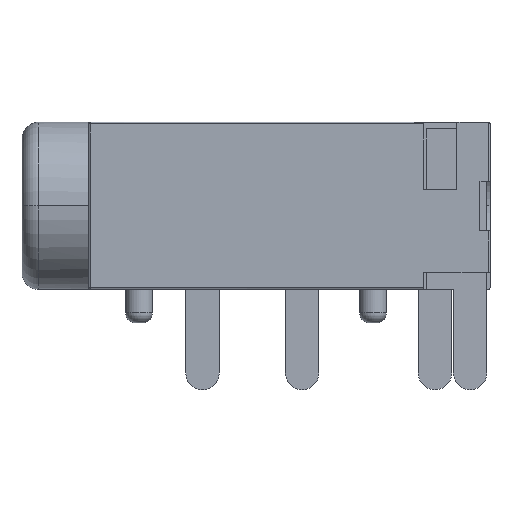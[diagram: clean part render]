
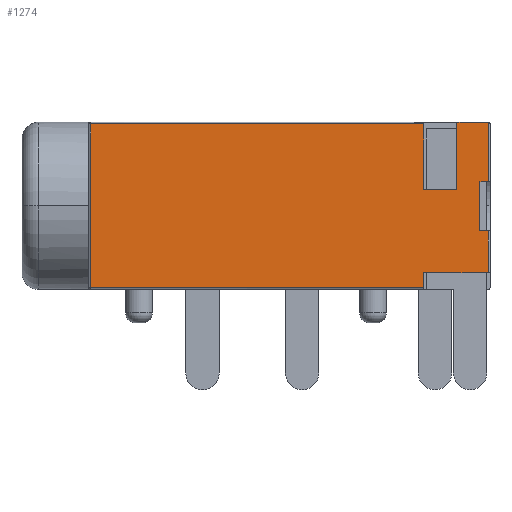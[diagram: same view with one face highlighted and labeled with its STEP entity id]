
A CAD part, front view. The second image highlights one B-rep face of the part: STEP entity #1274.
In plain terms, the highlighted planar face has unit normal (0, -1, 0).
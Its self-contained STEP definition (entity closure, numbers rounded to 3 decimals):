
#89 = ORIENTED_EDGE ( 'NONE', *, *, #5281, .T. ) ;
#192 = DIRECTION ( 'NONE',  ( 1., 0., 0. ) ) ;
#214 = CARTESIAN_POINT ( 'NONE',  ( 5.95, -3., 3.228 ) ) ;
#281 = EDGE_CURVE ( 'NONE', #5232, #1457, #4815, .T. ) ;
#319 = LINE ( 'NONE', #1719, #4609 ) ;
#439 = CARTESIAN_POINT ( 'NONE',  ( 4.012, -3., 5. ) ) ;
#459 = ORIENTED_EDGE ( 'NONE', *, *, #3871, .T. ) ;
#476 = LINE ( 'NONE', #749, #4470 ) ;
#496 = CARTESIAN_POINT ( 'NONE',  ( -6., -3., 1.754 ) ) ;
#609 = CARTESIAN_POINT ( 'NONE',  ( 5.95, -3., 0.5 ) ) ;
#637 = LINE ( 'NONE', #1396, #3826 ) ;
#677 = LINE ( 'NONE', #4281, #3213 ) ;
#697 = CARTESIAN_POINT ( 'NONE',  ( 5.012, -3., 5. ) ) ;
#742 = VERTEX_POINT ( 'NONE', #1431 ) ;
#749 = CARTESIAN_POINT ( 'NONE',  ( -6., -3., 0.05 ) ) ;
#774 = DIRECTION ( 'NONE',  ( 0., 0., 1. ) ) ;
#887 = LINE ( 'NONE', #2293, #5002 ) ;
#910 = CARTESIAN_POINT ( 'NONE',  ( -6., -3., 5. ) ) ;
#1162 = CARTESIAN_POINT ( 'NONE',  ( -5.95, -3., 0.05 ) ) ;
#1199 = LINE ( 'NONE', #1469, #3271 ) ;
#1213 = VECTOR ( 'NONE', #4301, 1000. ) ;
#1274 = ADVANCED_FACE ( 'NONE', ( #1465 ), #2574, .F. ) ;
#1290 = EDGE_CURVE ( 'NONE', #2112, #5301, #3088, .T. ) ;
#1368 = CARTESIAN_POINT ( 'NONE',  ( 4.012, -3., 5. ) ) ;
#1380 = VERTEX_POINT ( 'NONE', #4357 ) ;
#1396 = CARTESIAN_POINT ( 'NONE',  ( 5.95, -3., 5. ) ) ;
#1399 = VECTOR ( 'NONE', #3673, 1000. ) ;
#1431 = CARTESIAN_POINT ( 'NONE',  ( 5.95, -3., 5. ) ) ;
#1457 = VERTEX_POINT ( 'NONE', #214 ) ;
#1465 = FACE_OUTER_BOUND ( 'NONE', #3822, .T. ) ;
#1469 = CARTESIAN_POINT ( 'NONE',  ( -6., -3., 3. ) ) ;
#1538 = EDGE_CURVE ( 'NONE', #3343, #2419, #4734, .T. ) ;
#1719 = CARTESIAN_POINT ( 'NONE',  ( -6., -3., 4.95 ) ) ;
#1746 = VECTOR ( 'NONE', #774, 1000. ) ;
#1768 = EDGE_CURVE ( 'NONE', #3878, #2093, #677, .T. ) ;
#1883 = EDGE_CURVE ( 'NONE', #3389, #2419, #1199, .T. ) ;
#1923 = VECTOR ( 'NONE', #4295, 1000. ) ;
#1937 = VERTEX_POINT ( 'NONE', #3983 ) ;
#1964 = ORIENTED_EDGE ( 'NONE', *, *, #281, .T. ) ;
#2093 = VERTEX_POINT ( 'NONE', #3187 ) ;
#2112 = VERTEX_POINT ( 'NONE', #4848 ) ;
#2176 = ORIENTED_EDGE ( 'NONE', *, *, #1290, .T. ) ;
#2234 = EDGE_CURVE ( 'NONE', #1380, #5232, #2468, .T. ) ;
#2293 = CARTESIAN_POINT ( 'NONE',  ( -6., -3., 5. ) ) ;
#2318 = ORIENTED_EDGE ( 'NONE', *, *, #3649, .T. ) ;
#2336 = VECTOR ( 'NONE', #2698, 1000. ) ;
#2393 = LINE ( 'NONE', #439, #5365 ) ;
#2419 = VERTEX_POINT ( 'NONE', #4273 ) ;
#2456 = AXIS2_PLACEMENT_3D ( 'NONE', #910, #4254, #2521 ) ;
#2468 = LINE ( 'NONE', #3682, #1746 ) ;
#2521 = DIRECTION ( 'NONE',  ( 0., 0., 1. ) ) ;
#2574 = PLANE ( 'NONE',  #2456 ) ;
#2635 = CARTESIAN_POINT ( 'NONE',  ( 4.012, -3., 0.5 ) ) ;
#2649 = LINE ( 'NONE', #496, #1213 ) ;
#2698 = DIRECTION ( 'NONE',  ( 1., 0., 0. ) ) ;
#2753 = ORIENTED_EDGE ( 'NONE', *, *, #3098, .F. ) ;
#2787 = LINE ( 'NONE', #1368, #3397 ) ;
#2985 = VECTOR ( 'NONE', #3359, 1000. ) ;
#3020 = ORIENTED_EDGE ( 'NONE', *, *, #1768, .T. ) ;
#3088 = LINE ( 'NONE', #4652, #1923 ) ;
#3098 = EDGE_CURVE ( 'NONE', #3878, #5091, #3120, .T. ) ;
#3120 = LINE ( 'NONE', #5042, #2985 ) ;
#3121 = DIRECTION ( 'NONE',  ( 1., 0., 0. ) ) ;
#3187 = CARTESIAN_POINT ( 'NONE',  ( 5.95, -3., 1.754 ) ) ;
#3213 = VECTOR ( 'NONE', #3897, 1000. ) ;
#3271 = VECTOR ( 'NONE', #192, 1000. ) ;
#3343 = VERTEX_POINT ( 'NONE', #5194 ) ;
#3359 = DIRECTION ( 'NONE',  ( -1., 0., 0. ) ) ;
#3384 = DIRECTION ( 'NONE',  ( -1., 0., 0. ) ) ;
#3389 = VERTEX_POINT ( 'NONE', #4099 ) ;
#3397 = VECTOR ( 'NONE', #4308, 1000. ) ;
#3549 = ORIENTED_EDGE ( 'NONE', *, *, #1883, .F. ) ;
#3590 = CARTESIAN_POINT ( 'NONE',  ( 5.7, -3., 3.228 ) ) ;
#3593 = ORIENTED_EDGE ( 'NONE', *, *, #4154, .T. ) ;
#3605 = ORIENTED_EDGE ( 'NONE', *, *, #1538, .T. ) ;
#3649 = EDGE_CURVE ( 'NONE', #4296, #2112, #319, .T. ) ;
#3673 = DIRECTION ( 'NONE',  ( 0., 0., -1. ) ) ;
#3682 = CARTESIAN_POINT ( 'NONE',  ( 5.7, -3., 5. ) ) ;
#3701 = DIRECTION ( 'NONE',  ( 1., 0., 0. ) ) ;
#3722 = ORIENTED_EDGE ( 'NONE', *, *, #4259, .T. ) ;
#3822 = EDGE_LOOP ( 'NONE', ( #4255, #1964, #459, #4382, #3605, #3549, #3593, #2318, #2176, #89, #4969, #2753, #3020, #3722 ) ) ;
#3826 = VECTOR ( 'NONE', #3967, 1000. ) ;
#3871 = EDGE_CURVE ( 'NONE', #1457, #742, #637, .T. ) ;
#3878 = VERTEX_POINT ( 'NONE', #609 ) ;
#3897 = DIRECTION ( 'NONE',  ( 0., 0., 1. ) ) ;
#3907 = EDGE_CURVE ( 'NONE', #3343, #742, #887, .T. ) ;
#3967 = DIRECTION ( 'NONE',  ( 0., 0., 1. ) ) ;
#3983 = CARTESIAN_POINT ( 'NONE',  ( 4.012, -3., 0.05 ) ) ;
#4099 = CARTESIAN_POINT ( 'NONE',  ( 4.012, -3., 3. ) ) ;
#4154 = EDGE_CURVE ( 'NONE', #3389, #4296, #2787, .T. ) ;
#4254 = DIRECTION ( 'NONE',  ( 0., 1., 0. ) ) ;
#4255 = ORIENTED_EDGE ( 'NONE', *, *, #2234, .T. ) ;
#4259 = EDGE_CURVE ( 'NONE', #2093, #1380, #2649, .T. ) ;
#4273 = CARTESIAN_POINT ( 'NONE',  ( 5.012, -3., 3. ) ) ;
#4281 = CARTESIAN_POINT ( 'NONE',  ( 5.95, -3., 5. ) ) ;
#4295 = DIRECTION ( 'NONE',  ( 0., 0., -1. ) ) ;
#4296 = VERTEX_POINT ( 'NONE', #4844 ) ;
#4301 = DIRECTION ( 'NONE',  ( -1., 0., 0. ) ) ;
#4308 = DIRECTION ( 'NONE',  ( 0., 0., 1. ) ) ;
#4357 = CARTESIAN_POINT ( 'NONE',  ( 5.7, -3., 1.754 ) ) ;
#4366 = CARTESIAN_POINT ( 'NONE',  ( -6., -3., 3.228 ) ) ;
#4382 = ORIENTED_EDGE ( 'NONE', *, *, #3907, .F. ) ;
#4470 = VECTOR ( 'NONE', #3701, 1000. ) ;
#4563 = EDGE_CURVE ( 'NONE', #1937, #5091, #2393, .T. ) ;
#4592 = DIRECTION ( 'NONE',  ( 0., 0., 1. ) ) ;
#4609 = VECTOR ( 'NONE', #3384, 1000. ) ;
#4652 = CARTESIAN_POINT ( 'NONE',  ( -5.95, -3., 5. ) ) ;
#4734 = LINE ( 'NONE', #697, #1399 ) ;
#4815 = LINE ( 'NONE', #4366, #2336 ) ;
#4844 = CARTESIAN_POINT ( 'NONE',  ( 4.012, -3., 4.95 ) ) ;
#4848 = CARTESIAN_POINT ( 'NONE',  ( -5.95, -3., 4.95 ) ) ;
#4969 = ORIENTED_EDGE ( 'NONE', *, *, #4563, .T. ) ;
#5002 = VECTOR ( 'NONE', #3121, 1000. ) ;
#5042 = CARTESIAN_POINT ( 'NONE',  ( -6., -3., 0.5 ) ) ;
#5091 = VERTEX_POINT ( 'NONE', #2635 ) ;
#5194 = CARTESIAN_POINT ( 'NONE',  ( 5.012, -3., 5. ) ) ;
#5232 = VERTEX_POINT ( 'NONE', #3590 ) ;
#5281 = EDGE_CURVE ( 'NONE', #5301, #1937, #476, .T. ) ;
#5301 = VERTEX_POINT ( 'NONE', #1162 ) ;
#5365 = VECTOR ( 'NONE', #4592, 1000. ) ;
